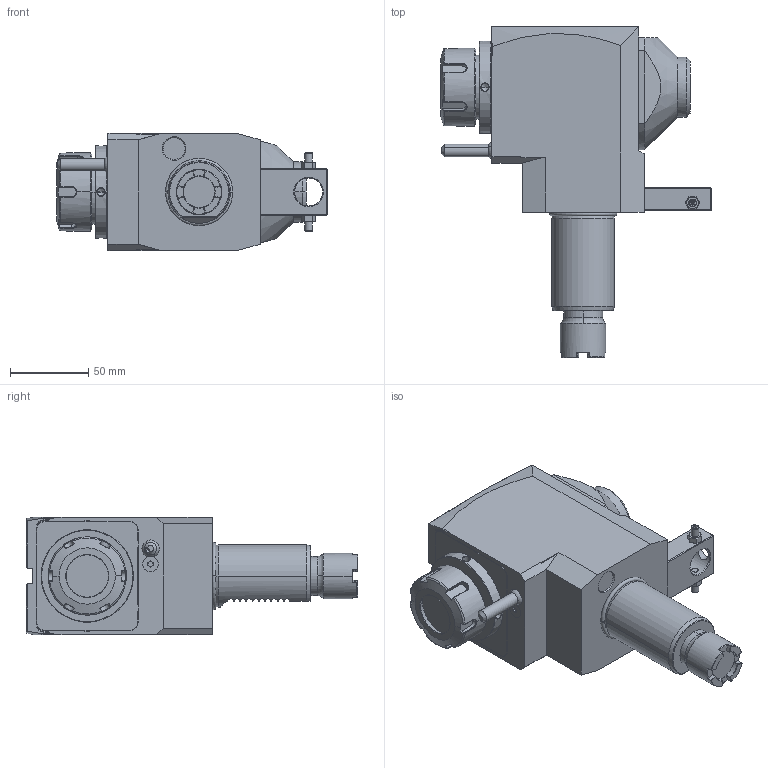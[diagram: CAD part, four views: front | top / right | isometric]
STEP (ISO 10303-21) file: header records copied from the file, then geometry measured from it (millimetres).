
FILE_DESCRIPTION((''),'2;1');
FILE_NAME('NGT1_40_251_32_3_2_80JAS','2022-02-15T',('vali'),('NOVA GRUP'),'PRO/ENGINEER BY PARAMETRIC TECHNOLOGY CORPORATION, 2010280','PRO/ENGINEER BY PARAMETRIC TECHNOLOGY CORPORATION, 2010280','');
FILE_SCHEMA(('CONFIG_CONTROL_DESIGN'));
Length unit declared in the file: millimetre
Products named in the file (1): NGT1_40_251_32_3_2_80JAS
Bounding box: 173.1 x 212 x 75 mm (x, y, z)
Volume: 1043665.1 mm3; surface area: 84527.7 mm2
Topology: 1 solids, 1 shells, 499 faces, 1287 edges, 795 vertices
Faces by surface type: plane 226, cylinder 99, cone 91, bspline 66, torus 15, sphere 2
Entity records: 20446 total; most frequent: CARTESIAN_POINT 9244, ORIENTED_EDGE 2534, DIRECTION 1961, EDGE_CURVE 1267, VERTEX_POINT 795, AXIS2_PLACEMENT_3D 687, VECTOR 587, LINE 587
